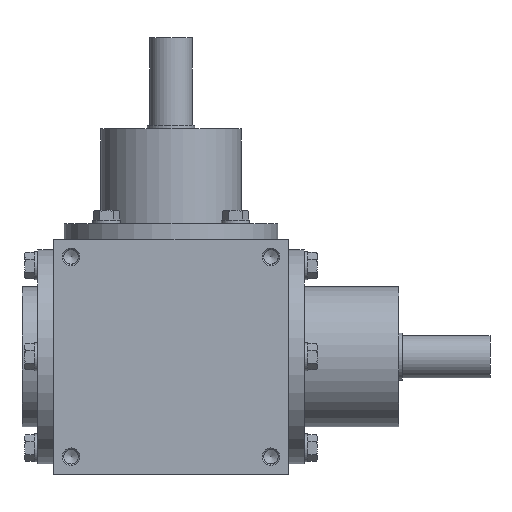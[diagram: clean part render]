
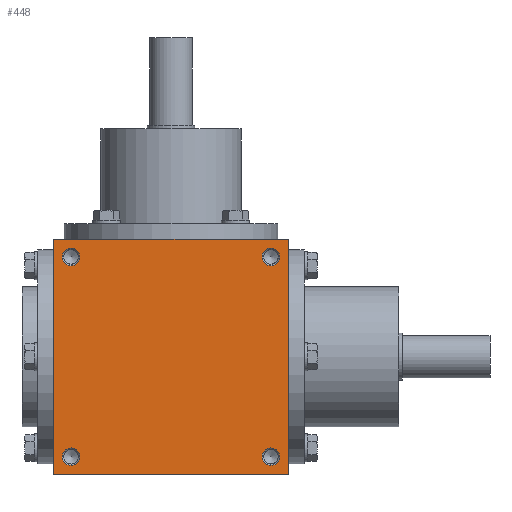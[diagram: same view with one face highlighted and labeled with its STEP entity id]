
A CAD part, front view. The second image highlights one B-rep face of the part: STEP entity #448.
In plain terms, the highlighted planar face has unit normal (0, -1, 0).
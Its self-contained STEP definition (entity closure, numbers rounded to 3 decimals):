
#448 = ADVANCED_FACE( '', ( #929, #930, #931, #932, #933 ), #934, .F. );
#929 = FACE_BOUND( '', #1530, .T. );
#930 = FACE_BOUND( '', #1531, .T. );
#931 = FACE_BOUND( '', #1532, .T. );
#932 = FACE_BOUND( '', #1533, .T. );
#933 = FACE_OUTER_BOUND( '', #1534, .T. );
#934 = PLANE( '', #1535 );
#1530 = EDGE_LOOP( '', ( #2304 ) );
#1531 = EDGE_LOOP( '', ( #2305 ) );
#1532 = EDGE_LOOP( '', ( #2306 ) );
#1533 = EDGE_LOOP( '', ( #2307 ) );
#1534 = EDGE_LOOP( '', ( #2308, #2309, #2310, #2311 ) );
#1535 = AXIS2_PLACEMENT_3D( '', #2312, #2313, #2314 );
#2304 = ORIENTED_EDGE( '', *, *, #3217, .T. );
#2305 = ORIENTED_EDGE( '', *, *, #3131, .T. );
#2306 = ORIENTED_EDGE( '', *, *, #3218, .F. );
#2307 = ORIENTED_EDGE( '', *, *, #3095, .F. );
#2308 = ORIENTED_EDGE( '', *, *, #3105, .T. );
#2309 = ORIENTED_EDGE( '', *, *, #3143, .F. );
#2310 = ORIENTED_EDGE( '', *, *, #3219, .F. );
#2311 = ORIENTED_EDGE( '', *, *, #3220, .T. );
#2312 = CARTESIAN_POINT( '', ( -67., -67., 67. ) );
#2313 = DIRECTION( '', ( 0., 1., 0. ) );
#2314 = DIRECTION( '', ( 0., 0., 1. ) );
#3095 = EDGE_CURVE( '', #3569, #3569, #3570, .T. );
#3105 = EDGE_CURVE( '', #3583, #3587, #3589, .T. );
#3131 = EDGE_CURVE( '', #3628, #3628, #3629, .T. );
#3143 = EDGE_CURVE( '', #3648, #3587, #3650, .T. );
#3217 = EDGE_CURVE( '', #3755, #3755, #3756, .T. );
#3218 = EDGE_CURVE( '', #3757, #3757, #3758, .T. );
#3219 = EDGE_CURVE( '', #3759, #3648, #3760, .T. );
#3220 = EDGE_CURVE( '', #3759, #3583, #3761, .T. );
#3569 = VERTEX_POINT( '', #4257 );
#3570 = CIRCLE( '', #4258, 5. );
#3583 = VERTEX_POINT( '', #4271 );
#3587 = VERTEX_POINT( '', #4277 );
#3589 = LINE( '', #4280, #4281 );
#3628 = VERTEX_POINT( '', #4330 );
#3629 = CIRCLE( '', #4331, 5. );
#3648 = VERTEX_POINT( '', #4351 );
#3650 = LINE( '', #4354, #4355 );
#3755 = VERTEX_POINT( '', #4477 );
#3756 = CIRCLE( '', #4478, 5. );
#3757 = VERTEX_POINT( '', #4479 );
#3758 = CIRCLE( '', #4480, 5. );
#3759 = VERTEX_POINT( '', #4481 );
#3760 = LINE( '', #4482, #4483 );
#3761 = LINE( '', #4484, #4485 );
#4257 = CARTESIAN_POINT( '', ( 57., -67., 52. ) );
#4258 = AXIS2_PLACEMENT_3D( '', #4918, #4919, #4920 );
#4271 = CARTESIAN_POINT( '', ( -67., -67., -67. ) );
#4277 = CARTESIAN_POINT( '', ( 67., -67., -67. ) );
#4280 = CARTESIAN_POINT( '', ( -67., -67., -67. ) );
#4281 = VECTOR( '', #4939, 1000. );
#4330 = CARTESIAN_POINT( '', ( -57., -67., 62. ) );
#4331 = AXIS2_PLACEMENT_3D( '', #4979, #4980, #4981 );
#4351 = CARTESIAN_POINT( '', ( 67., -67., 67. ) );
#4354 = CARTESIAN_POINT( '', ( 67., -67., 67. ) );
#4355 = VECTOR( '', #5005, 1000. );
#4477 = CARTESIAN_POINT( '', ( -57., -67., -52. ) );
#4478 = AXIS2_PLACEMENT_3D( '', #5131, #5132, #5133 );
#4479 = CARTESIAN_POINT( '', ( 57., -67., -62. ) );
#4480 = AXIS2_PLACEMENT_3D( '', #5134, #5135, #5136 );
#4481 = CARTESIAN_POINT( '', ( -67., -67., 67. ) );
#4482 = CARTESIAN_POINT( '', ( -67., -67., 67. ) );
#4483 = VECTOR( '', #5137, 1000. );
#4484 = CARTESIAN_POINT( '', ( -67., -67., 67. ) );
#4485 = VECTOR( '', #5138, 1000. );
#4918 = CARTESIAN_POINT( '', ( 57., -67., 57. ) );
#4919 = DIRECTION( '', ( 0., -1., 0. ) );
#4920 = DIRECTION( '', ( 0., 0., -1. ) );
#4939 = DIRECTION( '', ( 1., 0., 0. ) );
#4979 = CARTESIAN_POINT( '', ( -57., -67., 57. ) );
#4980 = DIRECTION( '', ( 0., 1., 0. ) );
#4981 = DIRECTION( '', ( 0., 0., 1. ) );
#5005 = DIRECTION( '', ( 0., 0., -1. ) );
#5131 = CARTESIAN_POINT( '', ( -57., -67., -57. ) );
#5132 = DIRECTION( '', ( 0., 1., 0. ) );
#5133 = DIRECTION( '', ( 0., 0., 1. ) );
#5134 = CARTESIAN_POINT( '', ( 57., -67., -57. ) );
#5135 = DIRECTION( '', ( 0., -1., 0. ) );
#5136 = DIRECTION( '', ( 0., 0., -1. ) );
#5137 = DIRECTION( '', ( 1., 0., 0. ) );
#5138 = DIRECTION( '', ( 0., 0., -1. ) );
